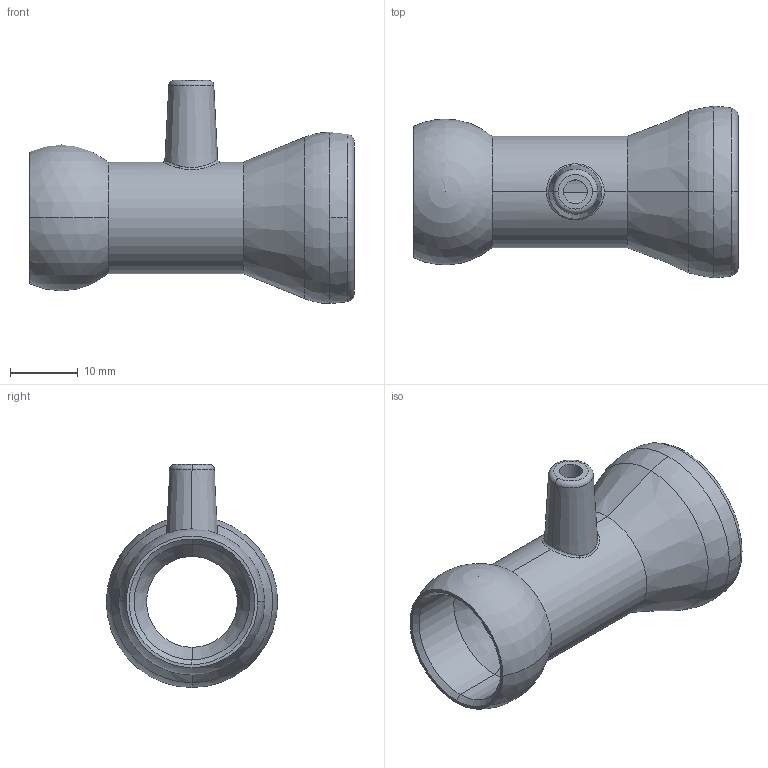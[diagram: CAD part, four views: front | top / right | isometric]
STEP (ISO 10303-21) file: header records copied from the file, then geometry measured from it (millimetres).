
FILE_DESCRIPTION (( 'STEP AP203' ), '1' );
FILE_NAME ('1-2 Side Flow Nozzle.STEP', '2005-02-04T23:50:23', ( 'mark lockwood' ), ( 'lockwood products inc.' ), 'SwSTEP 2.0', 'SolidWorks 2004146', '' );
FILE_SCHEMA (( 'CONFIG_CONTROL_DESIGN' ));
Length unit declared in the file: inch
Products named in the file (1): 1-2 Side Flow Nozzle
Bounding box: 47.9 x 25.27 x 32.91 mm (x, y, z)
Volume: 5106.2 mm3; surface area: 6004.5 mm2
Topology: 1 solids, 1 shells, 37 faces, 104 edges, 62 vertices
Faces by surface type: cylinder 10, cone 10, sphere 6, torus 6, plane 3, bspline 2
Entity records: 4096 total; most frequent: CARTESIAN_POINT 3103, DIRECTION 214, ORIENTED_EDGE 184, AXIS2_PLACEMENT_3D 96, EDGE_CURVE 92, CIRCLE 60, VERTEX_POINT 56, EDGE_LOOP 40
